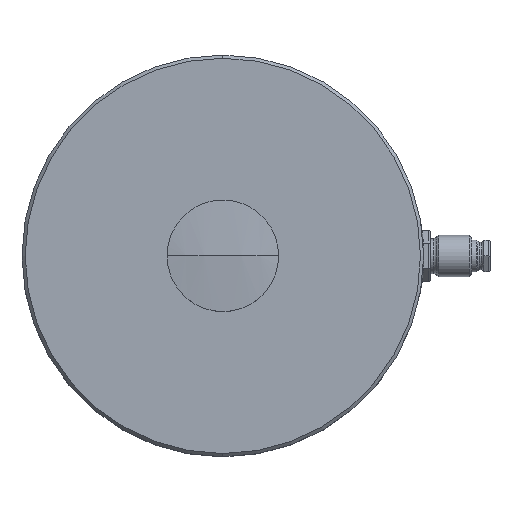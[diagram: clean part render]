
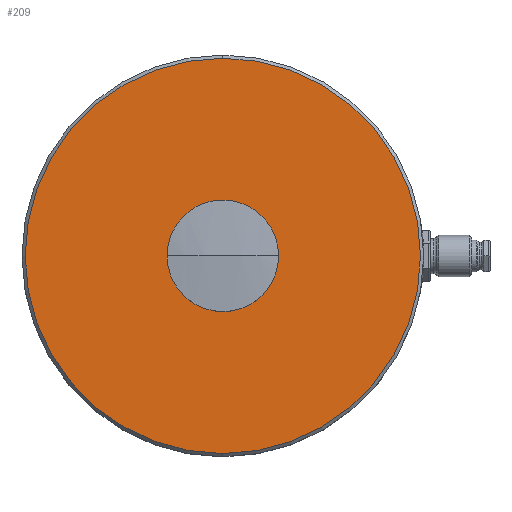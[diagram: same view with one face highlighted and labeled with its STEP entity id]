
A CAD part, top view. The second image highlights one B-rep face of the part: STEP entity #209.
In plain terms, the highlighted face is planar.
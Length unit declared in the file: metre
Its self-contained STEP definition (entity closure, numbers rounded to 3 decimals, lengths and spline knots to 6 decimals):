
#209=ADVANCED_FACE('0:63',(#450,#451),#452,.T.);
#450=FACE_OUTER_BOUND('',#743,.T.);
#451=FACE_BOUND('',#744,.T.);
#452=PLANE('',#745);
#743=EDGE_LOOP('',(#1137,#1138));
#744=EDGE_LOOP('',(#1139,#1140));
#745=AXIS2_PLACEMENT_3D('',#1141,#1142,#1143);
#1137=ORIENTED_EDGE('',*,*,#1704,.T.);
#1138=ORIENTED_EDGE('',*,*,#1758,.T.);
#1139=ORIENTED_EDGE('',*,*,#1746,.F.);
#1140=ORIENTED_EDGE('',*,*,#1729,.F.);
#1141=CARTESIAN_POINT('',(0.0,0.0395,0.0));
#1142=DIRECTION('',(0.0,1.0,0.0));
#1143=DIRECTION('',(1.0,0.0,-0.0));
#1704=EDGE_CURVE('0:123',#1994,#1991,#1995,.T.);
#1729=EDGE_CURVE('',#2032,#2035,#2036,.T.);
#1746=EDGE_CURVE('0:93',#2035,#2032,#2058,.T.);
#1758=EDGE_CURVE('',#1991,#1994,#2070,.T.);
#1991=VERTEX_POINT('',#2412);
#1994=VERTEX_POINT('',#2416);
#1995=CIRCLE('',#2417,0.062);
#2032=VERTEX_POINT('',#2463);
#2035=VERTEX_POINT('',#2467);
#2036=CIRCLE('',#2468,0.0175);
#2058=CIRCLE('',#2491,0.0175);
#2070=CIRCLE('',#2527,0.062);
#2412=CARTESIAN_POINT('',(0.,0.0395,-0.062));
#2416=CARTESIAN_POINT('',(0.,0.0395,0.062));
#2417=AXIS2_PLACEMENT_3D('',#2906,#2907,#2908);
#2463=CARTESIAN_POINT('',(0.,0.0395,-0.0175));
#2467=CARTESIAN_POINT('',(0.,0.0395,0.0175));
#2468=AXIS2_PLACEMENT_3D('',#2946,#2947,#2948);
#2491=AXIS2_PLACEMENT_3D('',#2980,#2981,#2982);
#2527=AXIS2_PLACEMENT_3D('',#2998,#2999,#3000);
#2906=CARTESIAN_POINT('',(0.0,0.0395,0.0));
#2907=DIRECTION('',(0.0,1.0,0.0));
#2908=DIRECTION('',(0.0,0.0,1.0));
#2946=CARTESIAN_POINT('',(0.0,0.0395,0.0));
#2947=DIRECTION('',(0.0,1.0,0.0));
#2948=DIRECTION('',(0.0,0.0,1.0));
#2980=CARTESIAN_POINT('',(0.0,0.0395,0.0));
#2981=DIRECTION('',(0.0,1.0,0.0));
#2982=DIRECTION('',(0.0,0.0,1.0));
#2998=CARTESIAN_POINT('',(0.0,0.0395,0.0));
#2999=DIRECTION('',(0.0,1.0,0.0));
#3000=DIRECTION('',(0.0,0.0,1.0));
